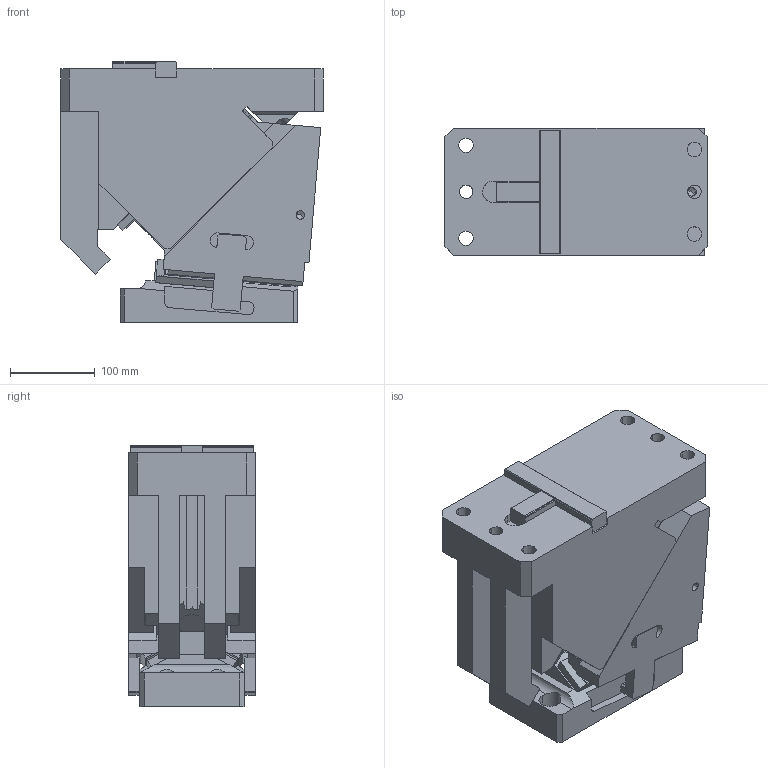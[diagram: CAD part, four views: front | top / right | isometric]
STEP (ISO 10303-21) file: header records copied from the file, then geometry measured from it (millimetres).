
FILE_DESCRIPTION(('CATIA V5 STEP Exchange'),'2;1');
FILE_NAME('CACV_F_150_05.stp','2015-04-27T06:45:41+00:00',('none'),('none'),'CATIA Version 5 Release 19 SP 2 (IN-10)','CATIA V5 STEP AP203','none');
FILE_SCHEMA(('CONFIG_CONTROL_DESIGN'));
Length unit declared in the file: millimetre
Products named in the file (1): CACV_F_150_05
Bounding box: 310 x 150 x 309 mm (x, y, z)
Volume: 10052135.2 mm3; surface area: 648970.5 mm2
Topology: 3 solids, 3 shells, 481 faces, 1388 edges, 902 vertices
Faces by surface type: plane 342, cylinder 133, cone 6
Entity records: 16277 total; most frequent: CARTESIAN_POINT 4023, ORIENTED_EDGE 2764, DIRECTION 2125, EDGE_CURVE 1382, VECTOR 1090, LINE 1090, VERTEX_POINT 902, AXIS2_PLACEMENT_3D 603
